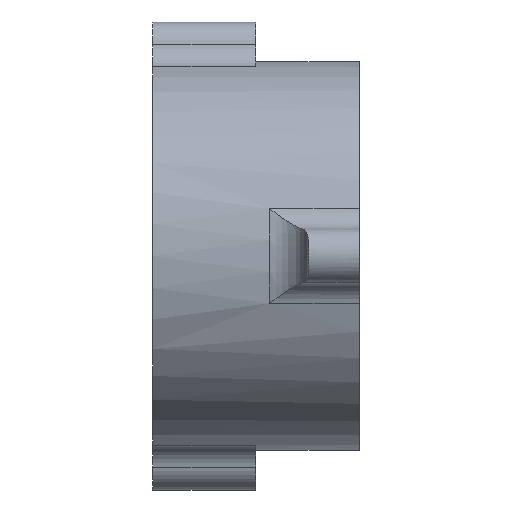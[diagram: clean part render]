
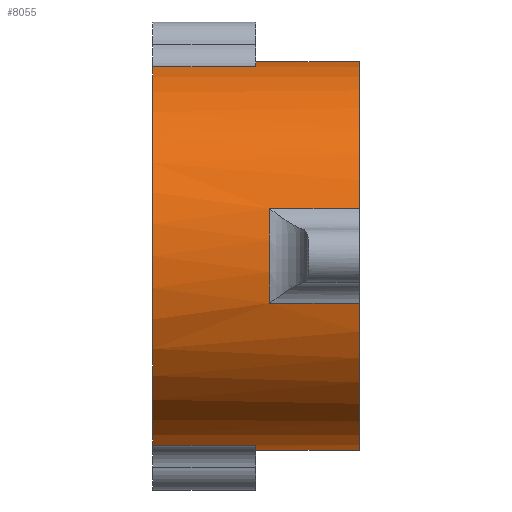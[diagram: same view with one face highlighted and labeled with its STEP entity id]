
A CAD part, front view. The second image highlights one B-rep face of the part: STEP entity #8055.
In plain terms, the highlighted cylindrical face has radius 25 mm (diameter 50 mm), a partial arc.
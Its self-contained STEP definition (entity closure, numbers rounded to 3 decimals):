
#11 = VERTEX_POINT ( 'NONE', #9413 ) ;
#43 = VERTEX_POINT ( 'NONE', #5125 ) ;
#108 = DIRECTION ( 'NONE',  ( 0., 0., 1. ) ) ;
#114 = VERTEX_POINT ( 'NONE', #4632 ) ;
#133 = CARTESIAN_POINT ( 'NONE',  ( 17.5, -24.255, 6.057 ) ) ;
#320 = EDGE_LOOP ( 'NONE', ( #4206, #3274, #4654, #556, #9749, #691, #3591, #2437, #2713, #6605, #4966, #5981 ) ) ;
#556 = ORIENTED_EDGE ( 'NONE', *, *, #3954, .F. ) ;
#569 = DIRECTION ( 'NONE',  ( 1., 0., 0. ) ) ;
#616 = CARTESIAN_POINT ( 'NONE',  ( 4.2, 0., 0. ) ) ;
#691 = ORIENTED_EDGE ( 'NONE', *, *, #7890, .T. ) ;
#1034 = DIRECTION ( 'NONE',  ( 1., 0., 0. ) ) ;
#1188 = AXIS2_PLACEMENT_3D ( 'NONE', #10619, #9835, #3080 ) ;
#1250 = CARTESIAN_POINT ( 'NONE',  ( 6.75, -2.38, 24.886 ) ) ;
#1316 = CARTESIAN_POINT ( 'NONE',  ( 4.2, -6.057, -24.255 ) ) ;
#1550 = AXIS2_PLACEMENT_3D ( 'NONE', #616, #3972, #6402 ) ;
#2026 = VECTOR ( 'NONE', #8384, 1000. ) ;
#2091 = DIRECTION ( 'NONE',  ( 0., 0., -1. ) ) ;
#2281 = DIRECTION ( 'NONE',  ( 0., 0., -1. ) ) ;
#2304 = LINE ( 'NONE', #3183, #2026 ) ;
#2328 = VECTOR ( 'NONE', #9773, 1000. ) ;
#2353 = EDGE_CURVE ( 'NONE', #2536, #2401, #5095, .T. ) ;
#2379 = DIRECTION ( 'NONE',  ( -1., 0., 0. ) ) ;
#2401 = VERTEX_POINT ( 'NONE', #7487 ) ;
#2437 = ORIENTED_EDGE ( 'NONE', *, *, #3735, .T. ) ;
#2519 = VERTEX_POINT ( 'NONE', #3801 ) ;
#2536 = VERTEX_POINT ( 'NONE', #5457 ) ;
#2539 = AXIS2_PLACEMENT_3D ( 'NONE', #10448, #2912, #2091 ) ;
#2543 = DIRECTION ( 'NONE',  ( -1., 0., 0. ) ) ;
#2676 = VECTOR ( 'NONE', #3442, 1000. ) ;
#2713 = ORIENTED_EDGE ( 'NONE', *, *, #6166, .F. ) ;
#2880 = EDGE_CURVE ( 'NONE', #11, #3822, #3651, .T. ) ;
#2912 = DIRECTION ( 'NONE',  ( 1., 0., 0. ) ) ;
#2958 = LINE ( 'NONE', #1250, #2328 ) ;
#3051 = DIRECTION ( 'NONE',  ( 0., 0., -1. ) ) ;
#3080 = DIRECTION ( 'NONE',  ( 0., 0., 1. ) ) ;
#3183 = CARTESIAN_POINT ( 'NONE',  ( 6.75, -2.38, -24.886 ) ) ;
#3274 = ORIENTED_EDGE ( 'NONE', *, *, #2880, .T. ) ;
#3442 = DIRECTION ( 'NONE',  ( 1., 0., 0. ) ) ;
#3477 = VERTEX_POINT ( 'NONE', #9566 ) ;
#3516 = VERTEX_POINT ( 'NONE', #1316 ) ;
#3571 = AXIS2_PLACEMENT_3D ( 'NONE', #6463, #569, #2281 ) ;
#3591 = ORIENTED_EDGE ( 'NONE', *, *, #2353, .F. ) ;
#3610 = LINE ( 'NONE', #9326, #2676 ) ;
#3651 = LINE ( 'NONE', #4640, #7223 ) ;
#3690 = DIRECTION ( 'NONE',  ( 0., 0., -1. ) ) ;
#3735 = EDGE_CURVE ( 'NONE', #2536, #3516, #3610, .T. ) ;
#3801 = CARTESIAN_POINT ( 'NONE',  ( 4.2, -6.057, 24.255 ) ) ;
#3822 = VERTEX_POINT ( 'NONE', #133 ) ;
#3938 = CARTESIAN_POINT ( 'NONE',  ( 4.2, -2.38, 24.886 ) ) ;
#3954 = EDGE_CURVE ( 'NONE', #8473, #114, #2958, .T. ) ;
#3972 = DIRECTION ( 'NONE',  ( -1., 0., 0. ) ) ;
#4206 = ORIENTED_EDGE ( 'NONE', *, *, #9256, .T. ) ;
#4234 = CARTESIAN_POINT ( 'NONE',  ( 4.2, -2.38, -24.886 ) ) ;
#4291 = DIRECTION ( 'NONE',  ( -1., 0., 0. ) ) ;
#4452 = VERTEX_POINT ( 'NONE', #4855 ) ;
#4466 = EDGE_CURVE ( 'NONE', #3477, #43, #5849, .T. ) ;
#4473 = CIRCLE ( 'NONE', #2539, 25. ) ;
#4610 = CYLINDRICAL_SURFACE ( 'NONE', #1188, 25. ) ;
#4632 = CARTESIAN_POINT ( 'NONE',  ( 17.5, -2.38, 24.886 ) ) ;
#4640 = CARTESIAN_POINT ( 'NONE',  ( 11., -24.255, 6.057 ) ) ;
#4654 = ORIENTED_EDGE ( 'NONE', *, *, #9971, .F. ) ;
#4855 = CARTESIAN_POINT ( 'NONE',  ( 6., -24.255, -6.057 ) ) ;
#4966 = ORIENTED_EDGE ( 'NONE', *, *, #4466, .F. ) ;
#5095 = CIRCLE ( 'NONE', #7923, 25. ) ;
#5125 = CARTESIAN_POINT ( 'NONE',  ( 17.5, -2.38, -24.886 ) ) ;
#5161 = CARTESIAN_POINT ( 'NONE',  ( -10., -6.057, 24.255 ) ) ;
#5382 = LINE ( 'NONE', #5161, #6464 ) ;
#5457 = CARTESIAN_POINT ( 'NONE',  ( -9., -6.057, -24.255 ) ) ;
#5786 = CARTESIAN_POINT ( 'NONE',  ( -9., 0., 0. ) ) ;
#5849 = CIRCLE ( 'NONE', #3571, 25. ) ;
#5981 = ORIENTED_EDGE ( 'NONE', *, *, #7978, .F. ) ;
#6166 = EDGE_CURVE ( 'NONE', #9515, #3516, #9219, .T. ) ;
#6402 = DIRECTION ( 'NONE',  ( 0., 0., 1. ) ) ;
#6458 = CARTESIAN_POINT ( 'NONE',  ( 6., 0., 0. ) ) ;
#6463 = CARTESIAN_POINT ( 'NONE',  ( 17.5, 0., 0. ) ) ;
#6464 = VECTOR ( 'NONE', #8688, 1000. ) ;
#6492 = CIRCLE ( 'NONE', #9625, 25. ) ;
#6605 = ORIENTED_EDGE ( 'NONE', *, *, #9998, .F. ) ;
#6871 = CARTESIAN_POINT ( 'NONE',  ( 11., -24.255, -6.057 ) ) ;
#7008 = DIRECTION ( 'NONE',  ( 1., 0., 0. ) ) ;
#7223 = VECTOR ( 'NONE', #7008, 1000. ) ;
#7258 = FACE_OUTER_BOUND ( 'NONE', #320, .T. ) ;
#7487 = CARTESIAN_POINT ( 'NONE',  ( -9., -6.057, 24.255 ) ) ;
#7806 = LINE ( 'NONE', #6871, #9438 ) ;
#7890 = EDGE_CURVE ( 'NONE', #2519, #2401, #5382, .T. ) ;
#7923 = AXIS2_PLACEMENT_3D ( 'NONE', #5786, #2543, #108 ) ;
#7978 = EDGE_CURVE ( 'NONE', #4452, #3477, #7806, .T. ) ;
#8055 = ADVANCED_FACE ( 'NONE', ( #7258 ), #4610, .T. ) ;
#8384 = DIRECTION ( 'NONE',  ( -1., 0., 0. ) ) ;
#8473 = VERTEX_POINT ( 'NONE', #3938 ) ;
#8644 = CARTESIAN_POINT ( 'NONE',  ( 4.2, 0., 0. ) ) ;
#8688 = DIRECTION ( 'NONE',  ( -1., 0., 0. ) ) ;
#8779 = CIRCLE ( 'NONE', #1550, 25. ) ;
#9219 = CIRCLE ( 'NONE', #10102, 25. ) ;
#9245 = EDGE_CURVE ( 'NONE', #2519, #8473, #8779, .T. ) ;
#9256 = EDGE_CURVE ( 'NONE', #4452, #11, #6492, .T. ) ;
#9326 = CARTESIAN_POINT ( 'NONE',  ( -10., -6.057, -24.255 ) ) ;
#9413 = CARTESIAN_POINT ( 'NONE',  ( 6., -24.255, 6.057 ) ) ;
#9438 = VECTOR ( 'NONE', #1034, 1000. ) ;
#9515 = VERTEX_POINT ( 'NONE', #4234 ) ;
#9566 = CARTESIAN_POINT ( 'NONE',  ( 17.5, -24.255, -6.057 ) ) ;
#9625 = AXIS2_PLACEMENT_3D ( 'NONE', #6458, #2379, #3051 ) ;
#9749 = ORIENTED_EDGE ( 'NONE', *, *, #9245, .F. ) ;
#9773 = DIRECTION ( 'NONE',  ( 1., 0., 0. ) ) ;
#9835 = DIRECTION ( 'NONE',  ( -1., 0., 0. ) ) ;
#9971 = EDGE_CURVE ( 'NONE', #114, #3822, #4473, .T. ) ;
#9998 = EDGE_CURVE ( 'NONE', #43, #9515, #2304, .T. ) ;
#10102 = AXIS2_PLACEMENT_3D ( 'NONE', #8644, #4291, #3690 ) ;
#10448 = CARTESIAN_POINT ( 'NONE',  ( 17.5, 0., 0. ) ) ;
#10619 = CARTESIAN_POINT ( 'NONE',  ( -10., 0., 0. ) ) ;
